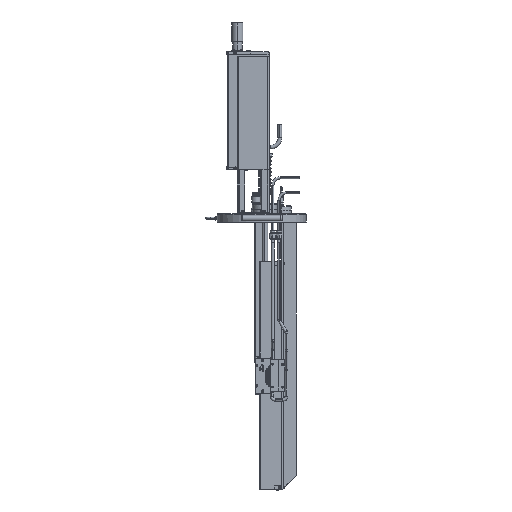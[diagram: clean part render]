
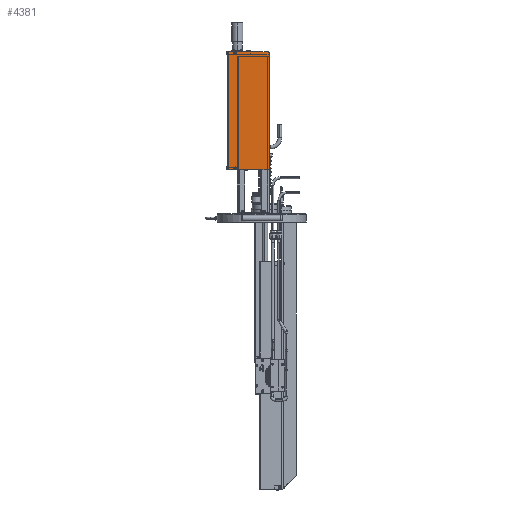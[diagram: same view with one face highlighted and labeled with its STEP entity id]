
A CAD part, left-side view. The second image highlights one B-rep face of the part: STEP entity #4381.
In plain terms, the highlighted planar face has unit normal (-1, 0, 0).
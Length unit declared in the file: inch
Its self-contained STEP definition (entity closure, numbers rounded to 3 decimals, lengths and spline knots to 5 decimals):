
#2607 = LINE ( 'NONE', #137724, #56322 ) ;
#3615 = CIRCLE ( 'NONE', #63538, 0.1005 ) ;
#4381 = ADVANCED_FACE ( 'NONE', ( #56677, #28095, #135326 ), #38323, .T. ) ;
#4395 = VERTEX_POINT ( 'NONE', #113750 ) ;
#4957 = CARTESIAN_POINT ( 'NONE',  ( -7.41435, 4.51283, 20.05515 ) ) ;
#8494 = DIRECTION ( 'NONE',  ( 0., 0., -1. ) ) ;
#10008 = ORIENTED_EDGE ( 'NONE', *, *, #67015, .T. ) ;
#10757 = DIRECTION ( 'NONE',  ( 0., 0., 1. ) ) ;
#12061 = CARTESIAN_POINT ( 'NONE',  ( -7.41435, 4.63783, 4.31715 ) ) ;
#20670 = AXIS2_PLACEMENT_3D ( 'NONE', #40385, #115331, #51158 ) ;
#25629 = EDGE_CURVE ( 'NONE', #95185, #47568, #2607, .T. ) ;
#26171 = ORIENTED_EDGE ( 'NONE', *, *, #43253, .T. ) ;
#27964 = DIRECTION ( 'NONE',  ( -1., 0., 0. ) ) ;
#28095 = FACE_BOUND ( 'NONE', #68429, .T. ) ;
#30808 = CARTESIAN_POINT ( 'NONE',  ( -7.41435, 4.51283, 4.31715 ) ) ;
#32674 = AXIS2_PLACEMENT_3D ( 'NONE', #92075, #27964, #102862 ) ;
#33796 = VECTOR ( 'NONE', #137504, 39.37008 ) ;
#38323 = PLANE ( 'NONE',  #32674 ) ;
#40385 = CARTESIAN_POINT ( 'NONE',  ( -7.41435, 9.06283, 19.99965 ) ) ;
#41646 = DIRECTION ( 'NONE',  ( 0., 1., 0. ) ) ;
#43253 = EDGE_CURVE ( 'NONE', #47568, #89722, #62254, .T. ) ;
#43642 = EDGE_LOOP ( 'NONE', ( #71804, #86613, #54748, #107171, #53549, #26171 ) ) ;
#47568 = VERTEX_POINT ( 'NONE', #57934 ) ;
#48266 = EDGE_CURVE ( 'NONE', #107847, #105652, #123041, .T. ) ;
#48517 = ORIENTED_EDGE ( 'NONE', *, *, #108815, .T. ) ;
#51158 = DIRECTION ( 'NONE',  ( 0., 0., -1. ) ) ;
#51200 = VERTEX_POINT ( 'NONE', #137859 ) ;
#52185 = DIRECTION ( 'NONE',  ( 0., 0., -1. ) ) ;
#53549 = ORIENTED_EDGE ( 'NONE', *, *, #25629, .T. ) ;
#53961 = ORIENTED_EDGE ( 'NONE', *, *, #113447, .T. ) ;
#54748 = ORIENTED_EDGE ( 'NONE', *, *, #121175, .F. ) ;
#56014 = VECTOR ( 'NONE', #41646, 39.37008 ) ;
#56197 = AXIS2_PLACEMENT_3D ( 'NONE', #56264, #131078, #66914 ) ;
#56264 = CARTESIAN_POINT ( 'NONE',  ( -7.41435, 4.63783, 4.44215 ) ) ;
#56322 = VECTOR ( 'NONE', #95025, 39.37008 ) ;
#56677 = FACE_BOUND ( 'NONE', #65679, .T. ) ;
#57928 = DIRECTION ( 'NONE',  ( 1., 0., 0. ) ) ;
#57934 = CARTESIAN_POINT ( 'NONE',  ( -7.41435, 10.01283, 20.18015 ) ) ;
#59274 = CARTESIAN_POINT ( 'NONE',  ( -7.41435, 9.06283, 4.51215 ) ) ;
#60763 = VECTOR ( 'NONE', #52185, 39.37008 ) ;
#62254 = LINE ( 'NONE', #116047, #33796 ) ;
#63538 = AXIS2_PLACEMENT_3D ( 'NONE', #59274, #134155, #69995 ) ;
#64327 = EDGE_CURVE ( 'NONE', #92373, #95185, #111475, .T. ) ;
#65679 = EDGE_LOOP ( 'NONE', ( #10008, #53961 ) ) ;
#66021 = ORIENTED_EDGE ( 'NONE', *, *, #132899, .T. ) ;
#66914 = DIRECTION ( 'NONE',  ( 0., 0., 1. ) ) ;
#67015 = EDGE_CURVE ( 'NONE', #135225, #4395, #124684, .T. ) ;
#68429 = EDGE_LOOP ( 'NONE', ( #66021, #48517 ) ) ;
#69885 = AXIS2_PLACEMENT_3D ( 'NONE', #136802, #72584, #8494 ) ;
#69995 = DIRECTION ( 'NONE',  ( 0., 0., -1. ) ) ;
#71804 = ORIENTED_EDGE ( 'NONE', *, *, #107675, .F. ) ;
#72584 = DIRECTION ( 'NONE',  ( 1., 0., 0. ) ) ;
#73299 = CARTESIAN_POINT ( 'NONE',  ( -7.41435, 4.51283, 4.44215 ) ) ;
#74849 = DIRECTION ( 'NONE',  ( -1., 0., 0. ) ) ;
#86613 = ORIENTED_EDGE ( 'NONE', *, *, #48266, .T. ) ;
#88073 = CARTESIAN_POINT ( 'NONE',  ( -7.41435, 4.63783, 20.18015 ) ) ;
#89722 = VERTEX_POINT ( 'NONE', #119608 ) ;
#91088 = LINE ( 'NONE', #30808, #56014 ) ;
#92075 = CARTESIAN_POINT ( 'NONE',  ( -7.41435, 4.51283, 20.18015 ) ) ;
#92373 = VERTEX_POINT ( 'NONE', #4957 ) ;
#95025 = DIRECTION ( 'NONE',  ( 0., 1., 0. ) ) ;
#95185 = VERTEX_POINT ( 'NONE', #88073 ) ;
#95359 = CIRCLE ( 'NONE', #20670, 0.1005 ) ;
#98152 = AXIS2_PLACEMENT_3D ( 'NONE', #139075, #74849, #10757 ) ;
#98355 = CARTESIAN_POINT ( 'NONE',  ( -7.41435, 9.06283, 4.41165 ) ) ;
#102862 = DIRECTION ( 'NONE',  ( 0., 0., 1. ) ) ;
#103906 = CIRCLE ( 'NONE', #127876, 0.1005 ) ;
#105497 = CARTESIAN_POINT ( 'NONE',  ( -7.41435, 4.51283, 20.18015 ) ) ;
#105652 = VERTEX_POINT ( 'NONE', #73299 ) ;
#107171 = ORIENTED_EDGE ( 'NONE', *, *, #64327, .T. ) ;
#107675 = EDGE_CURVE ( 'NONE', #107847, #89722, #91088, .T. ) ;
#107847 = VERTEX_POINT ( 'NONE', #12061 ) ;
#108815 = EDGE_CURVE ( 'NONE', #135163, #51200, #95359, .T. ) ;
#111475 = CIRCLE ( 'NONE', #98152, 0.125 ) ;
#113447 = EDGE_CURVE ( 'NONE', #4395, #135225, #3615, .T. ) ;
#113750 = CARTESIAN_POINT ( 'NONE',  ( -7.41435, 9.06283, 4.61265 ) ) ;
#115331 = DIRECTION ( 'NONE',  ( 1., 0., 0. ) ) ;
#116047 = CARTESIAN_POINT ( 'NONE',  ( -7.41435, 10.01283, 20.18015 ) ) ;
#119608 = CARTESIAN_POINT ( 'NONE',  ( -7.41435, 10.01283, 4.31715 ) ) ;
#121145 = LINE ( 'NONE', #105497, #60763 ) ;
#121175 = EDGE_CURVE ( 'NONE', #92373, #105652, #121145, .T. ) ;
#122058 = CARTESIAN_POINT ( 'NONE',  ( -7.41435, 9.06283, 19.99965 ) ) ;
#123041 = CIRCLE ( 'NONE', #56197, 0.125 ) ;
#124684 = CIRCLE ( 'NONE', #69885, 0.1005 ) ;
#127466 = CARTESIAN_POINT ( 'NONE',  ( -7.41435, 9.06283, 20.10015 ) ) ;
#127876 = AXIS2_PLACEMENT_3D ( 'NONE', #122058, #57928, #132804 ) ;
#131078 = DIRECTION ( 'NONE',  ( -1., 0., 0. ) ) ;
#132804 = DIRECTION ( 'NONE',  ( 0., 0., -1. ) ) ;
#132899 = EDGE_CURVE ( 'NONE', #51200, #135163, #103906, .T. ) ;
#134155 = DIRECTION ( 'NONE',  ( 1., 0., 0. ) ) ;
#135163 = VERTEX_POINT ( 'NONE', #127466 ) ;
#135225 = VERTEX_POINT ( 'NONE', #98355 ) ;
#135326 = FACE_OUTER_BOUND ( 'NONE', #43642, .T. ) ;
#136802 = CARTESIAN_POINT ( 'NONE',  ( -7.41435, 9.06283, 4.51215 ) ) ;
#137504 = DIRECTION ( 'NONE',  ( 0., 0., -1. ) ) ;
#137724 = CARTESIAN_POINT ( 'NONE',  ( -7.41435, 4.51283, 20.18015 ) ) ;
#137859 = CARTESIAN_POINT ( 'NONE',  ( -7.41435, 9.06283, 19.89915 ) ) ;
#139075 = CARTESIAN_POINT ( 'NONE',  ( -7.41435, 4.63783, 20.05515 ) ) ;
